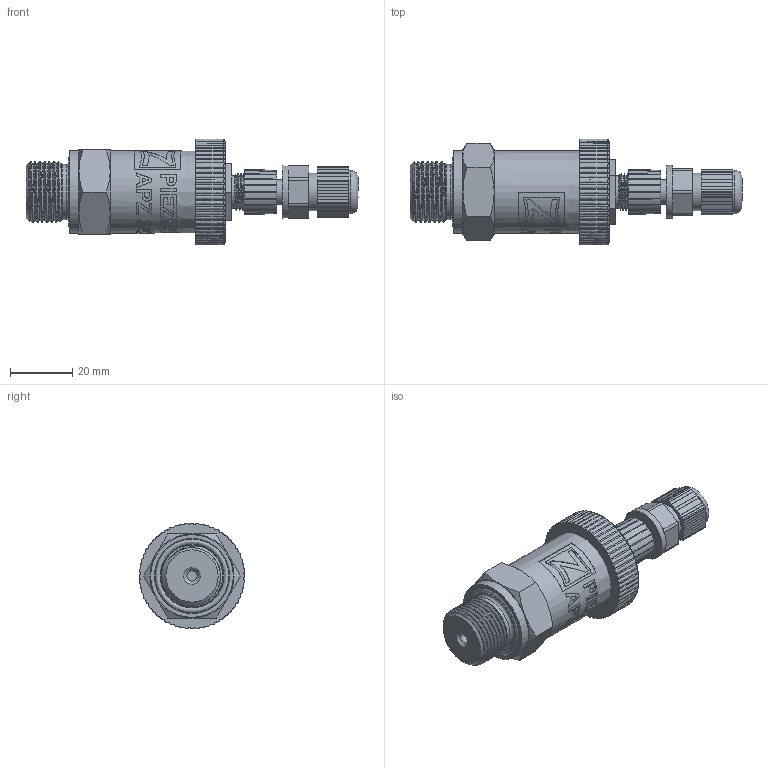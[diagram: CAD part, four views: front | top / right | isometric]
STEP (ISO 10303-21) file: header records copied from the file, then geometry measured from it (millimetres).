
FILE_DESCRIPTION(/* description */ (''),/* implementation_level */ '2;1');
FILE_NAME(/* name */ 'APZ3421_M20x1,5DIN_M12x1-straight.step',/* time_stamp */ '2021-06-23T15:44:47+03:00',/* author */ (''),/* organization */ (''),/* preprocessor_version */ 'ST-DEVELOPER v18.1',/* originating_system */ 'Autodesk Translation Framework v10.9.0.1377',/* authorisation */ '');
FILE_SCHEMA (('AUTOMOTIVE_DESIGN { 1 0 10303 214 3 1 1 }'));
Products named in the file (6): APZ3421_M20x1,5DIN_M12x1-straight; M20x1,5 DIN; OMAL nut M27x1.5 v8; M12x1 male v16; Ш100.000.002 v4; M12x1 female straight v9
Assembly tree (5 placements, depth 2):
  APZ3421_M20x1,5DIN_M12x1-straight
    M20x1,5 DIN
    OMAL nut M27x1.5 v8
    M12x1 male v16
    Ш100.000.002 v4
    M12x1 female straight v9
Bounding box: 106.55 x 34 x 34 mm (x, y, z)
Volume: 41816.2 mm3; surface area: 18067.8 mm2
Topology: 17 solids, 17 shells, 906 faces, 2486 edges, 1654 vertices
Faces by surface type: bspline 452, plane 261, cylinder 113, cone 70, torus 10
Full cylindrical faces by diameter (mm): 1 x12, 1.5 x4, 3.3 x1, 7.3 x1, 8 x3, 8.2 x1, 10.293 x1, 10.6 x2, 10.741 x6, 11.884 x5, 12 x1, 14 x2, 14.137 x4, 14.526 x1, 15.85 x3, 17 x1, 17.8 x1, 18.137 x6, 19.85 x5, 20.5 x2, 21.4 x2, 22.4 x1, 23.7 x2, 24.5 x1, 25.132 x1, 25.526 x4, 27.208 x5
Entity records: 65478 total; most frequent: CARTESIAN_POINT 45018, ORIENTED_EDGE 4972, DIRECTION 2885, EDGE_CURVE 2486, VERTEX_POINT 1654, LINE 1173, VECTOR 1173, EDGE_LOOP 964
